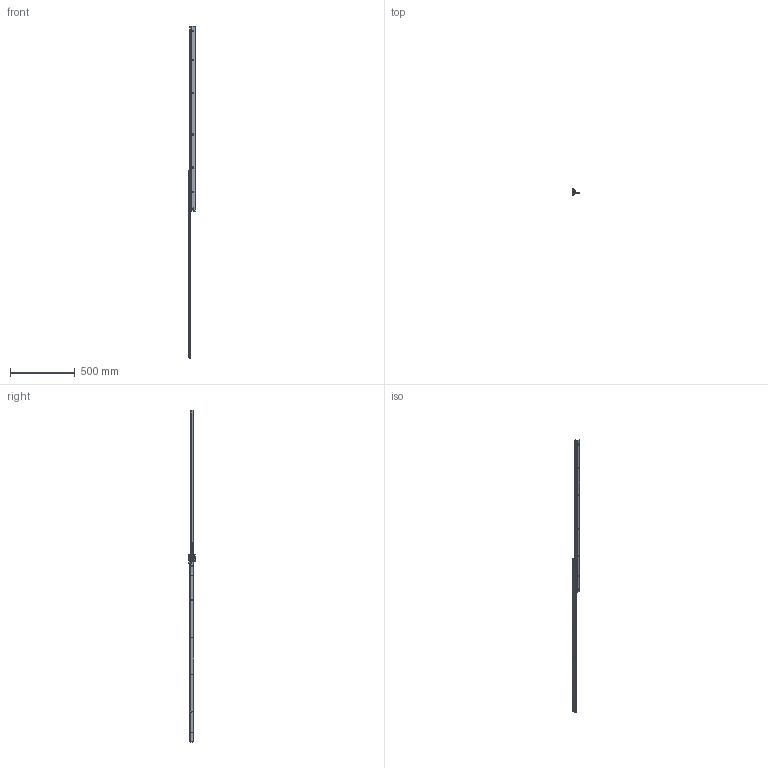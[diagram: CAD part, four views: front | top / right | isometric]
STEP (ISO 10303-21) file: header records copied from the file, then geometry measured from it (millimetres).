
FILE_DESCRIPTION (( 'STEP AP214' ), '1' );
FILE_NAME ('FR_216.1450mm_58inch_open_left.STEP', '2022-11-15T13:33:32', ( '' ), ( '' ), 'SwSTEP 2.0', 'SolidWorks 2020', '' );
FILE_SCHEMA (( 'AUTOMOTIVE_DESIGN' ));
Length unit declared in the file: millimetre
Products named in the file (6): 216.XXX-03.0000_NL 1450; AG-004; 216.XXX-01.0000_NL 1450; FR_216.1450mm_58inch_open_left
Assembly tree (5 placements, depth 3):
  FR_216.1450mm_58inch_open_left
    216.XXX-01.0000_NL 1450
      216.XXX-01.0000_NL 1450
      AG-004
    216.XXX-03.0000_NL 1450
      216.XXX-03.0000_NL 1450
Bounding box: 49.09 x 48 x 2573.75 mm (x, y, z)
Volume: 498637.9 mm3; surface area: 352058 mm2
Topology: 3 solids, 3 shells, 545 faces, 1360 edges, 807 vertices
Faces by surface type: cylinder 214, plane 151, bspline 80, torus 40, cone 36, sphere 24
Entity records: 17959 total; most frequent: CARTESIAN_POINT 5232, ORIENTED_EDGE 2688, DIRECTION 2652, EDGE_CURVE 1344, AXIS2_PLACEMENT_3D 1032, VERTEX_POINT 807, EDGE_LOOP 597, LINE 588
